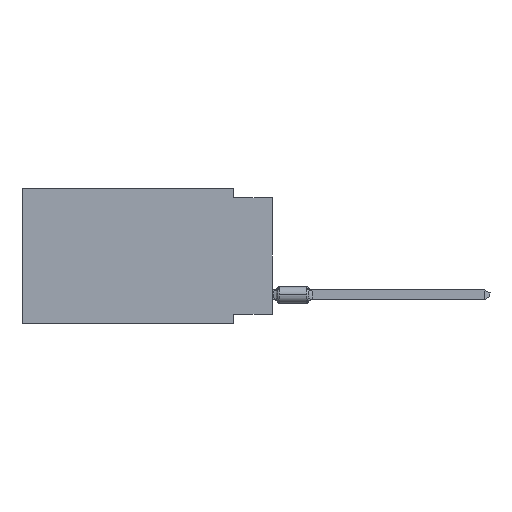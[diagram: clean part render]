
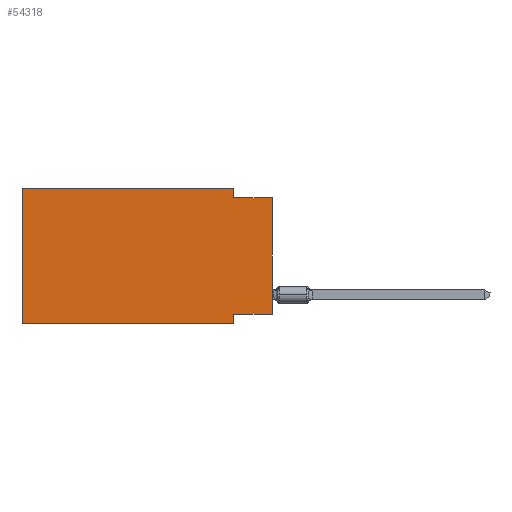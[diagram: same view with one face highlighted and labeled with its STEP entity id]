
A CAD part, left-side view. The second image highlights one B-rep face of the part: STEP entity #54318.
In plain terms, the highlighted planar face has unit normal (-1, 0, 0).
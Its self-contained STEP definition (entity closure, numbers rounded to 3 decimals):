
#147 = DIRECTION ( 'NONE',  ( 0., -1., 0. ) ) ;
#617 = CARTESIAN_POINT ( 'NONE',  ( 0., 2.54, -8.89 ) ) ;
#1498 = DIRECTION ( 'NONE',  ( 0., -1., 0. ) ) ;
#1966 = DIRECTION ( 'NONE',  ( 0., 0., -1. ) ) ;
#2325 = ORIENTED_EDGE ( 'NONE', *, *, #3572, .F. ) ;
#2622 = VECTOR ( 'NONE', #34775, 1000. ) ;
#3170 = VECTOR ( 'NONE', #60822, 1000. ) ;
#3572 = EDGE_CURVE ( 'NONE', #56624, #36212, #48942, .T. ) ;
#4053 = EDGE_CURVE ( 'NONE', #67622, #9380, #60866, .T. ) ;
#5382 = CARTESIAN_POINT ( 'NONE',  ( 0., 2.54, -8.255 ) ) ;
#5849 = VECTOR ( 'NONE', #1966, 1000. ) ;
#7784 = VECTOR ( 'NONE', #147, 1000. ) ;
#9380 = VERTEX_POINT ( 'NONE', #21590 ) ;
#11129 = CARTESIAN_POINT ( 'NONE',  ( 0., 16.383, 0. ) ) ;
#11818 = CARTESIAN_POINT ( 'NONE',  ( 0., 2.54, 0. ) ) ;
#13872 = CARTESIAN_POINT ( 'NONE',  ( 0., 0., -0.635 ) ) ;
#14223 = CARTESIAN_POINT ( 'NONE',  ( 0., 2.54, -8.89 ) ) ;
#16592 = VECTOR ( 'NONE', #58385, 1000. ) ;
#17113 = CARTESIAN_POINT ( 'NONE',  ( 0., 16.383, 0. ) ) ;
#17608 = LINE ( 'NONE', #49134, #41410 ) ;
#20704 = DIRECTION ( 'NONE',  ( 0., 0., -1. ) ) ;
#20804 = VERTEX_POINT ( 'NONE', #11818 ) ;
#21590 = CARTESIAN_POINT ( 'NONE',  ( 0., 0., -0.635 ) ) ;
#22074 = EDGE_CURVE ( 'NONE', #50450, #56624, #40869, .T. ) ;
#22173 = DIRECTION ( 'NONE',  ( 0., 0., -1. ) ) ;
#23133 = CARTESIAN_POINT ( 'NONE',  ( 0., 16.383, -8.89 ) ) ;
#23515 = PLANE ( 'NONE',  #24921 ) ;
#24921 = AXIS2_PLACEMENT_3D ( 'NONE', #59566, #44441, #22173 ) ;
#25516 = LINE ( 'NONE', #67047, #50699 ) ;
#29887 = EDGE_CURVE ( 'NONE', #50450, #9380, #37442, .T. ) ;
#31531 = EDGE_CURVE ( 'NONE', #46054, #53690, #32879, .T. ) ;
#32581 = EDGE_LOOP ( 'NONE', ( #58954, #55224, #35057, #54719, #55774, #51050, #2325, #52260 ) ) ;
#32879 = LINE ( 'NONE', #17113, #49613 ) ;
#34775 = DIRECTION ( 'NONE',  ( 0., -1., 0. ) ) ;
#35057 = ORIENTED_EDGE ( 'NONE', *, *, #40032, .F. ) ;
#36212 = VERTEX_POINT ( 'NONE', #14223 ) ;
#37442 = LINE ( 'NONE', #42566, #16592 ) ;
#40032 = EDGE_CURVE ( 'NONE', #20804, #67622, #25516, .T. ) ;
#40869 = LINE ( 'NONE', #61814, #3170 ) ;
#41410 = VECTOR ( 'NONE', #1498, 1000. ) ;
#42566 = CARTESIAN_POINT ( 'NONE',  ( 0., 0., 0. ) ) ;
#43428 = FACE_OUTER_BOUND ( 'NONE', #32581, .T. ) ;
#44441 = DIRECTION ( 'NONE',  ( 1., 0., 0. ) ) ;
#46054 = VERTEX_POINT ( 'NONE', #23133 ) ;
#48942 = LINE ( 'NONE', #617, #5849 ) ;
#49134 = CARTESIAN_POINT ( 'NONE',  ( 0., 16.383, -8.89 ) ) ;
#49613 = VECTOR ( 'NONE', #53454, 1000. ) ;
#49816 = CARTESIAN_POINT ( 'NONE',  ( 0., 16.383, 0. ) ) ;
#50278 = CARTESIAN_POINT ( 'NONE',  ( 0., 2.54, -0.635 ) ) ;
#50450 = VERTEX_POINT ( 'NONE', #64601 ) ;
#50699 = VECTOR ( 'NONE', #20704, 1000. ) ;
#51050 = ORIENTED_EDGE ( 'NONE', *, *, #53466, .T. ) ;
#52260 = ORIENTED_EDGE ( 'NONE', *, *, #22074, .F. ) ;
#53454 = DIRECTION ( 'NONE',  ( 0., 0., 1. ) ) ;
#53466 = EDGE_CURVE ( 'NONE', #46054, #36212, #17608, .T. ) ;
#53690 = VERTEX_POINT ( 'NONE', #49816 ) ;
#54318 = ADVANCED_FACE ( 'NONE', ( #43428 ), #23515, .F. ) ;
#54719 = ORIENTED_EDGE ( 'NONE', *, *, #61563, .F. ) ;
#55224 = ORIENTED_EDGE ( 'NONE', *, *, #4053, .F. ) ;
#55774 = ORIENTED_EDGE ( 'NONE', *, *, #31531, .F. ) ;
#56624 = VERTEX_POINT ( 'NONE', #5382 ) ;
#56736 = LINE ( 'NONE', #11129, #7784 ) ;
#58385 = DIRECTION ( 'NONE',  ( 0., 0., 1. ) ) ;
#58954 = ORIENTED_EDGE ( 'NONE', *, *, #29887, .T. ) ;
#59566 = CARTESIAN_POINT ( 'NONE',  ( 0., 16.383, 0. ) ) ;
#60822 = DIRECTION ( 'NONE',  ( 0., 1., 0. ) ) ;
#60866 = LINE ( 'NONE', #13872, #2622 ) ;
#61563 = EDGE_CURVE ( 'NONE', #53690, #20804, #56736, .T. ) ;
#61814 = CARTESIAN_POINT ( 'NONE',  ( 0., 0., -8.255 ) ) ;
#64601 = CARTESIAN_POINT ( 'NONE',  ( 0., 0., -8.255 ) ) ;
#67047 = CARTESIAN_POINT ( 'NONE',  ( 0., 2.54, 0. ) ) ;
#67622 = VERTEX_POINT ( 'NONE', #50278 ) ;
